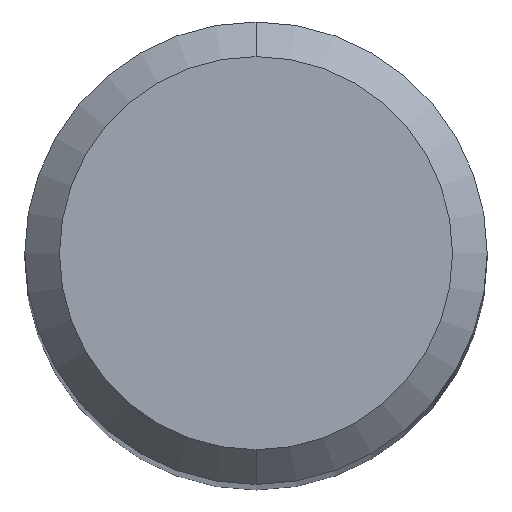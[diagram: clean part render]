
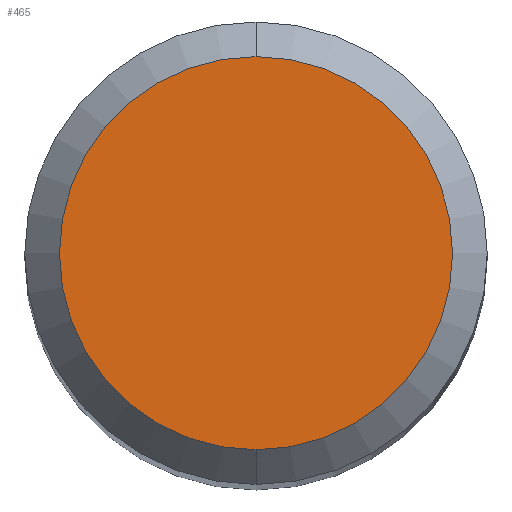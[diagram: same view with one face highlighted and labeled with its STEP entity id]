
A CAD part, top view. The second image highlights one B-rep face of the part: STEP entity #465.
In plain terms, the highlighted planar face has unit normal (0, 0, 1).
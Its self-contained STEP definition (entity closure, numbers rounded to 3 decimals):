
#379=EDGE_CURVE('',#585,#909,#1047,.T.);
#465=ADVANCED_FACE('',(#1140),#1141,.T.);
#585=VERTEX_POINT('',#1268);
#705=EDGE_CURVE('',#909,#585,#1403,.T.);
#909=VERTEX_POINT('',#1626);
#1047=CIRCLE('',#1811,1.7);
#1140=FACE_OUTER_BOUND('',#2076,.T.);
#1141=PLANE('',#2077);
#1268=CARTESIAN_POINT('',(0.0,1.7,0.0));
#1403=CIRCLE('',#2704,1.7);
#1626=CARTESIAN_POINT('',(0.,-1.7,0.0));
#1811=AXIS2_PLACEMENT_3D('',#3977,#3978,#3979);
#2076=EDGE_LOOP('',(#4083,#4084));
#2077=AXIS2_PLACEMENT_3D('',#4085,#4086,#4087);
#2704=AXIS2_PLACEMENT_3D('',#4393,#4394,#4395);
#3977=CARTESIAN_POINT('',(0.0,0.0,0.0));
#3978=DIRECTION('',(0.0,0.0,-1.0));
#3979=DIRECTION('',(0.0,1.0,0.0));
#4083=ORIENTED_EDGE('',*,*,#379,.F.);
#4084=ORIENTED_EDGE('',*,*,#705,.F.);
#4085=CARTESIAN_POINT('',(0.0,0.85,0.0));
#4086=DIRECTION('',(-0.0,0.0,1.0));
#4087=DIRECTION('',(0.0,-1.0,0.0));
#4393=CARTESIAN_POINT('',(0.0,0.0,0.0));
#4394=DIRECTION('',(0.0,0.0,-1.0));
#4395=DIRECTION('',(0.0,1.0,0.0));
